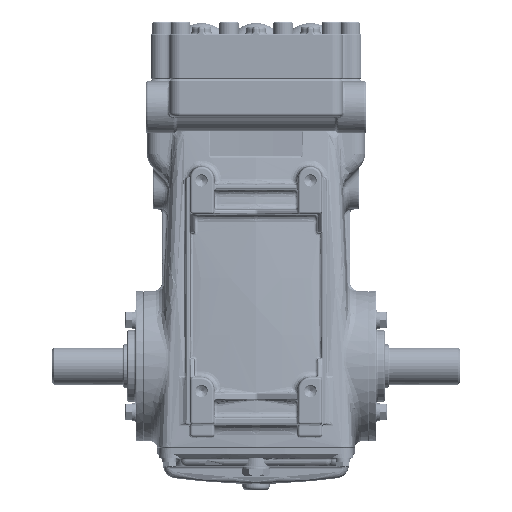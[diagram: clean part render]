
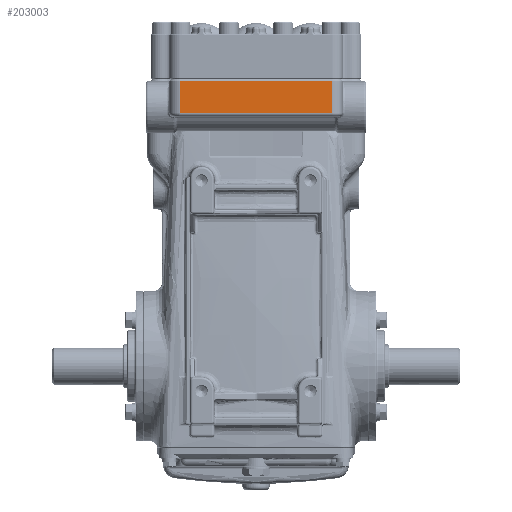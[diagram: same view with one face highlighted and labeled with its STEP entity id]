
A CAD part, front view. The second image highlights one B-rep face of the part: STEP entity #203003.
In plain terms, the highlighted planar face has unit normal (0, -1, 0).
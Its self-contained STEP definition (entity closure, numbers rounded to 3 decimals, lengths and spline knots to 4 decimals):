
#4790 = CARTESIAN_POINT ( 'NONE',  ( 2.4016, -3.4252, 7.9331 ) ) ;
#9751 = CARTESIAN_POINT ( 'NONE',  ( -2.4016, -3.4252, 7.9331 ) ) ;
#16969 = VERTEX_POINT ( 'NONE', #147535 ) ;
#21346 = VECTOR ( 'NONE', #38598, 39.3701 ) ;
#24045 = EDGE_LOOP ( 'NONE', ( #184995, #206852, #174233, #114839 ) ) ;
#24607 = CARTESIAN_POINT ( 'NONE',  ( 2.4016, -3.4252, 8.0512 ) ) ;
#26578 = CARTESIAN_POINT ( 'NONE',  ( -2.4016, -3.4252, 8.0512 ) ) ;
#29567 = LINE ( 'NONE', #100690, #159993 ) ;
#29670 = VERTEX_POINT ( 'NONE', #24607 ) ;
#38598 = DIRECTION ( 'NONE',  ( 1., 0., 0. ) ) ;
#50227 = EDGE_CURVE ( 'NONE', #118818, #29670, #138208, .T. ) ;
#51250 = CARTESIAN_POINT ( 'NONE',  ( 2.4016, -3.4252, 7.9331 ) ) ;
#69780 = VERTEX_POINT ( 'NONE', #163381 ) ;
#98858 = EDGE_CURVE ( 'NONE', #118818, #16969, #194101, .T. ) ;
#100690 = CARTESIAN_POINT ( 'NONE',  ( 2.4016, -3.4252, 9.0748 ) ) ;
#106080 = DIRECTION ( 'NONE',  ( 0., 0., 1. ) ) ;
#114839 = ORIENTED_EDGE ( 'NONE', *, *, #50227, .T. ) ;
#118818 = VERTEX_POINT ( 'NONE', #26578 ) ;
#120145 = CARTESIAN_POINT ( 'NONE',  ( 2.4016, -3.4252, 8.0512 ) ) ;
#127395 = EDGE_CURVE ( 'NONE', #29670, #69780, #208383, .T. ) ;
#138030 = DIRECTION ( 'NONE',  ( -1., 0., 0. ) ) ;
#138208 = LINE ( 'NONE', #120145, #21346 ) ;
#141607 = DIRECTION ( 'NONE',  ( 0., 0., -1. ) ) ;
#143045 = VECTOR ( 'NONE', #150579, 39.3701 ) ;
#147535 = CARTESIAN_POINT ( 'NONE',  ( -2.4016, -3.4252, 9.0748 ) ) ;
#150579 = DIRECTION ( 'NONE',  ( 0., 0., 1. ) ) ;
#153864 = EDGE_CURVE ( 'NONE', #69780, #16969, #29567, .T. ) ;
#159993 = VECTOR ( 'NONE', #138030, 39.3701 ) ;
#163381 = CARTESIAN_POINT ( 'NONE',  ( 2.4016, -3.4252, 9.0748 ) ) ;
#174233 = ORIENTED_EDGE ( 'NONE', *, *, #98858, .F. ) ;
#175121 = VECTOR ( 'NONE', #106080, 39.3701 ) ;
#176568 = DIRECTION ( 'NONE',  ( 0., -1., 0. ) ) ;
#184995 = ORIENTED_EDGE ( 'NONE', *, *, #127395, .T. ) ;
#194101 = LINE ( 'NONE', #9751, #175121 ) ;
#200640 = FACE_OUTER_BOUND ( 'NONE', #24045, .T. ) ;
#203003 = ADVANCED_FACE ( 'NONE', ( #200640 ), #235546, .T. ) ;
#206852 = ORIENTED_EDGE ( 'NONE', *, *, #153864, .T. ) ;
#208383 = LINE ( 'NONE', #4790, #143045 ) ;
#232540 = AXIS2_PLACEMENT_3D ( 'NONE', #51250, #176568, #141607 ) ;
#235546 = PLANE ( 'NONE',  #232540 ) ;
